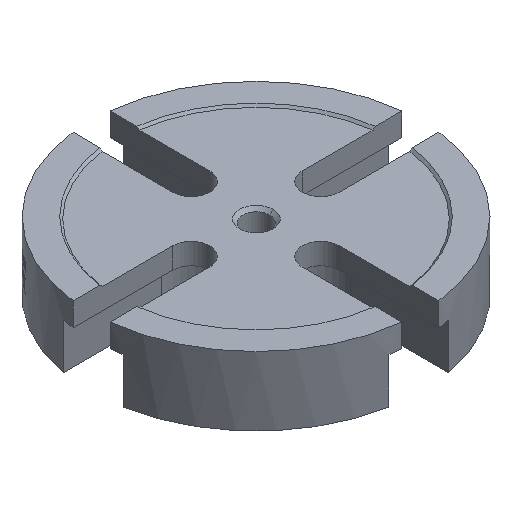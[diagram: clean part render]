
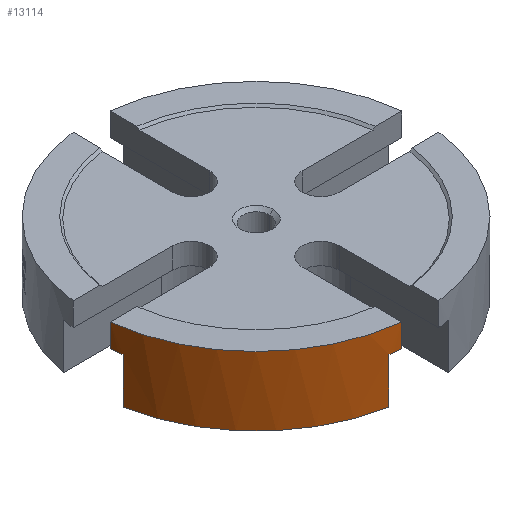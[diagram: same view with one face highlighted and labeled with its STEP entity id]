
A CAD part, isometric view. The second image highlights one B-rep face of the part: STEP entity #13114.
In plain terms, the highlighted cylindrical face has radius 30.5 mm (diameter 61 mm), a partial arc.
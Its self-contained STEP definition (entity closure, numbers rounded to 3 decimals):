
#1024 = ORIENTED_EDGE ( 'NONE', *, *, #14686, .T. ) ;
#1025 = DIRECTION ( 'NONE',  ( 0., 0., -1. ) ) ;
#1166 = CARTESIAN_POINT ( 'NONE',  ( 0., 0., 0. ) ) ;
#1191 = CARTESIAN_POINT ( 'NONE',  ( 0., 0., 12.7 ) ) ;
#1596 = DIRECTION ( 'NONE',  ( 0., 0., -1. ) ) ;
#1666 = DIRECTION ( 'NONE',  ( -1., 0., 0. ) ) ;
#1687 = CYLINDRICAL_SURFACE ( 'NONE', #10667, 30.5 ) ;
#2419 = DIRECTION ( 'NONE',  ( 1., 0., 0. ) ) ;
#2449 = AXIS2_PLACEMENT_3D ( 'NONE', #1166, #5481, #2419 ) ;
#2739 = AXIS2_PLACEMENT_3D ( 'NONE', #1191, #5159, #8250 ) ;
#3328 = CARTESIAN_POINT ( 'NONE',  ( -30.31, -3.4, 8.4 ) ) ;
#3495 = CIRCLE ( 'NONE', #13998, 30.5 ) ;
#3987 = DIRECTION ( 'NONE',  ( 0., 0., 1. ) ) ;
#4214 = VECTOR ( 'NONE', #3987, 1000. ) ;
#4506 = CARTESIAN_POINT ( 'NONE',  ( 0., 0., 12.7 ) ) ;
#4535 = CIRCLE ( 'NONE', #2449, 30.5 ) ;
#5100 = CARTESIAN_POINT ( 'NONE',  ( -30., -5.5, 12.7 ) ) ;
#5159 = DIRECTION ( 'NONE',  ( 0., 0., 1. ) ) ;
#5331 = CARTESIAN_POINT ( 'NONE',  ( -30., -5.5, 8.4 ) ) ;
#5481 = DIRECTION ( 'NONE',  ( 0., 0., 1. ) ) ;
#5517 = CARTESIAN_POINT ( 'NONE',  ( -5.5, -30., 12.7 ) ) ;
#5712 = EDGE_LOOP ( 'NONE', ( #6118, #14325, #1024, #8053, #15326, #17357, #17635, #18108 ) ) ;
#5829 = EDGE_CURVE ( 'NONE', #14422, #8999, #3495, .T. ) ;
#5994 = VECTOR ( 'NONE', #6932, 1000. ) ;
#6027 = VECTOR ( 'NONE', #11162, 1000. ) ;
#6118 = ORIENTED_EDGE ( 'NONE', *, *, #5829, .F. ) ;
#6932 = DIRECTION ( 'NONE',  ( 0., 0., 1. ) ) ;
#7276 = CARTESIAN_POINT ( 'NONE',  ( -5.5, -30., 0. ) ) ;
#7413 = DIRECTION ( 'NONE',  ( -1., 0., 0. ) ) ;
#7446 = VERTEX_POINT ( 'NONE', #11652 ) ;
#7626 = VERTEX_POINT ( 'NONE', #7276 ) ;
#7918 = CARTESIAN_POINT ( 'NONE',  ( -30., -5.5, 0. ) ) ;
#8053 = ORIENTED_EDGE ( 'NONE', *, *, #8222, .T. ) ;
#8222 = EDGE_CURVE ( 'NONE', #7626, #7446, #15420, .T. ) ;
#8250 = DIRECTION ( 'NONE',  ( 1., 0., 0. ) ) ;
#8939 = EDGE_CURVE ( 'NONE', #13833, #15885, #11305, .T. ) ;
#8999 = VERTEX_POINT ( 'NONE', #3328 ) ;
#9431 = DIRECTION ( 'NONE',  ( 0., 0., -1. ) ) ;
#9894 = CARTESIAN_POINT ( 'NONE',  ( -3.4, -30.31, 12.7 ) ) ;
#10667 = AXIS2_PLACEMENT_3D ( 'NONE', #4506, #1596, #7413 ) ;
#11162 = DIRECTION ( 'NONE',  ( 0., 0., -1. ) ) ;
#11305 = LINE ( 'NONE', #9894, #4214 ) ;
#11652 = CARTESIAN_POINT ( 'NONE',  ( -5.5, -30., 8.4 ) ) ;
#12035 = CIRCLE ( 'NONE', #15643, 30.5 ) ;
#12312 = CARTESIAN_POINT ( 'NONE',  ( 0., 0., 8.4 ) ) ;
#12397 = LINE ( 'NONE', #18418, #6027 ) ;
#12552 = CARTESIAN_POINT ( 'NONE',  ( -3.4, -30.31, 8.4 ) ) ;
#12764 = VERTEX_POINT ( 'NONE', #14873 ) ;
#13114 = ADVANCED_FACE ( 'NONE', ( #13263 ), #1687, .T. ) ;
#13263 = FACE_OUTER_BOUND ( 'NONE', #5712, .T. ) ;
#13833 = VERTEX_POINT ( 'NONE', #12552 ) ;
#13998 = AXIS2_PLACEMENT_3D ( 'NONE', #12312, #1025, #17974 ) ;
#14129 = VECTOR ( 'NONE', #9431, 1000. ) ;
#14301 = EDGE_CURVE ( 'NONE', #12764, #15885, #15655, .T. ) ;
#14325 = ORIENTED_EDGE ( 'NONE', *, *, #18267, .T. ) ;
#14366 = CARTESIAN_POINT ( 'NONE',  ( 0., 0., 8.4 ) ) ;
#14381 = EDGE_CURVE ( 'NONE', #12764, #8999, #12397, .T. ) ;
#14422 = VERTEX_POINT ( 'NONE', #5331 ) ;
#14555 = DIRECTION ( 'NONE',  ( 0., 0., -1. ) ) ;
#14686 = EDGE_CURVE ( 'NONE', #18591, #7626, #4535, .T. ) ;
#14873 = CARTESIAN_POINT ( 'NONE',  ( -30.31, -3.4, 12.7 ) ) ;
#15326 = ORIENTED_EDGE ( 'NONE', *, *, #16570, .F. ) ;
#15420 = LINE ( 'NONE', #5517, #5994 ) ;
#15643 = AXIS2_PLACEMENT_3D ( 'NONE', #14366, #14555, #1666 ) ;
#15655 = CIRCLE ( 'NONE', #2739, 30.5 ) ;
#15885 = VERTEX_POINT ( 'NONE', #18243 ) ;
#16570 = EDGE_CURVE ( 'NONE', #13833, #7446, #12035, .T. ) ;
#17357 = ORIENTED_EDGE ( 'NONE', *, *, #8939, .T. ) ;
#17635 = ORIENTED_EDGE ( 'NONE', *, *, #14301, .F. ) ;
#17974 = DIRECTION ( 'NONE',  ( -1., 0., 0. ) ) ;
#18093 = LINE ( 'NONE', #5100, #14129 ) ;
#18108 = ORIENTED_EDGE ( 'NONE', *, *, #14381, .T. ) ;
#18243 = CARTESIAN_POINT ( 'NONE',  ( -3.4, -30.31, 12.7 ) ) ;
#18267 = EDGE_CURVE ( 'NONE', #14422, #18591, #18093, .T. ) ;
#18418 = CARTESIAN_POINT ( 'NONE',  ( -30.31, -3.4, 12.7 ) ) ;
#18591 = VERTEX_POINT ( 'NONE', #7918 ) ;
